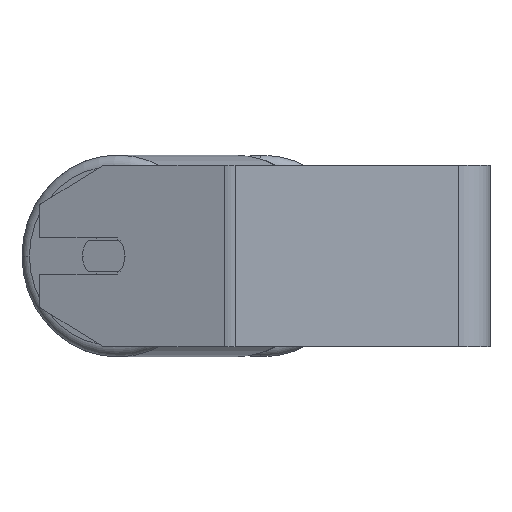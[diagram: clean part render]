
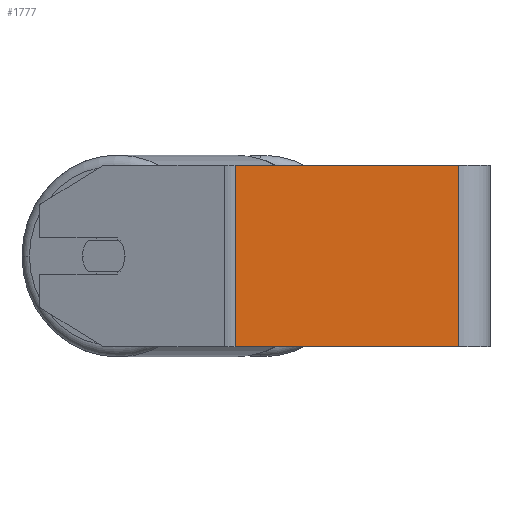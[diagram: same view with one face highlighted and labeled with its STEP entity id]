
A CAD part, left-side view. The second image highlights one B-rep face of the part: STEP entity #1777.
In plain terms, the highlighted planar face has unit normal (-1, 0, 0).
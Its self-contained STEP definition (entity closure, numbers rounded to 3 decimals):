
#28 = DIRECTION ( 'NONE',  ( 0., -1., 0. ) ) ;
#1138 = VECTOR ( 'NONE', #5164, 1000. ) ;
#1312 = EDGE_CURVE ( 'NONE', #4947, #7318, #7102, .T. ) ;
#1368 = VECTOR ( 'NONE', #2783, 1000. ) ;
#1525 = VERTEX_POINT ( 'NONE', #6278 ) ;
#1584 = CARTESIAN_POINT ( 'NONE',  ( -300., 14., 40. ) ) ;
#1777 = ADVANCED_FACE ( 'NONE', ( #7137 ), #5008, .F. ) ;
#1809 = CARTESIAN_POINT ( 'NONE',  ( -300., 114.785, 40. ) ) ;
#2079 = EDGE_CURVE ( 'NONE', #4947, #5995, #6952, .T. ) ;
#2629 = CARTESIAN_POINT ( 'NONE',  ( -300., 114.785, 40. ) ) ;
#2778 = ORIENTED_EDGE ( 'NONE', *, *, #5586, .F. ) ;
#2783 = DIRECTION ( 'NONE',  ( 0., 0., -1. ) ) ;
#2890 = VECTOR ( 'NONE', #5162, 1000. ) ;
#3104 = ORIENTED_EDGE ( 'NONE', *, *, #2079, .T. ) ;
#3368 = CARTESIAN_POINT ( 'NONE',  ( -300., 112.316, -40. ) ) ;
#3901 = CARTESIAN_POINT ( 'NONE',  ( -300., 14., 40. ) ) ;
#4947 = VERTEX_POINT ( 'NONE', #5450 ) ;
#5008 = PLANE ( 'NONE',  #7632 ) ;
#5162 = DIRECTION ( 'NONE',  ( 0., 0., -1. ) ) ;
#5164 = DIRECTION ( 'NONE',  ( 0., -1., 0. ) ) ;
#5222 = DIRECTION ( 'NONE',  ( 1., 0., 0. ) ) ;
#5450 = CARTESIAN_POINT ( 'NONE',  ( -300., 112.316, 40. ) ) ;
#5586 = EDGE_CURVE ( 'NONE', #7318, #1525, #6782, .T. ) ;
#5599 = ORIENTED_EDGE ( 'NONE', *, *, #7705, .T. ) ;
#5665 = EDGE_LOOP ( 'NONE', ( #5599, #2778, #6736, #3104 ) ) ;
#5995 = VERTEX_POINT ( 'NONE', #3368 ) ;
#6278 = CARTESIAN_POINT ( 'NONE',  ( -300., 14., -40. ) ) ;
#6295 = VECTOR ( 'NONE', #28, 1000. ) ;
#6736 = ORIENTED_EDGE ( 'NONE', *, *, #1312, .F. ) ;
#6782 = LINE ( 'NONE', #1584, #1368 ) ;
#6952 = LINE ( 'NONE', #8401, #2890 ) ;
#7102 = LINE ( 'NONE', #2629, #6295 ) ;
#7137 = FACE_OUTER_BOUND ( 'NONE', #5665, .T. ) ;
#7166 = LINE ( 'NONE', #7206, #1138 ) ;
#7206 = CARTESIAN_POINT ( 'NONE',  ( -300., 114.785, -40. ) ) ;
#7318 = VERTEX_POINT ( 'NONE', #3901 ) ;
#7632 = AXIS2_PLACEMENT_3D ( 'NONE', #1809, #5222, #7988 ) ;
#7705 = EDGE_CURVE ( 'NONE', #5995, #1525, #7166, .T. ) ;
#7988 = DIRECTION ( 'NONE',  ( 0., 0., -1. ) ) ;
#8401 = CARTESIAN_POINT ( 'NONE',  ( -300., 112.316, 40. ) ) ;
